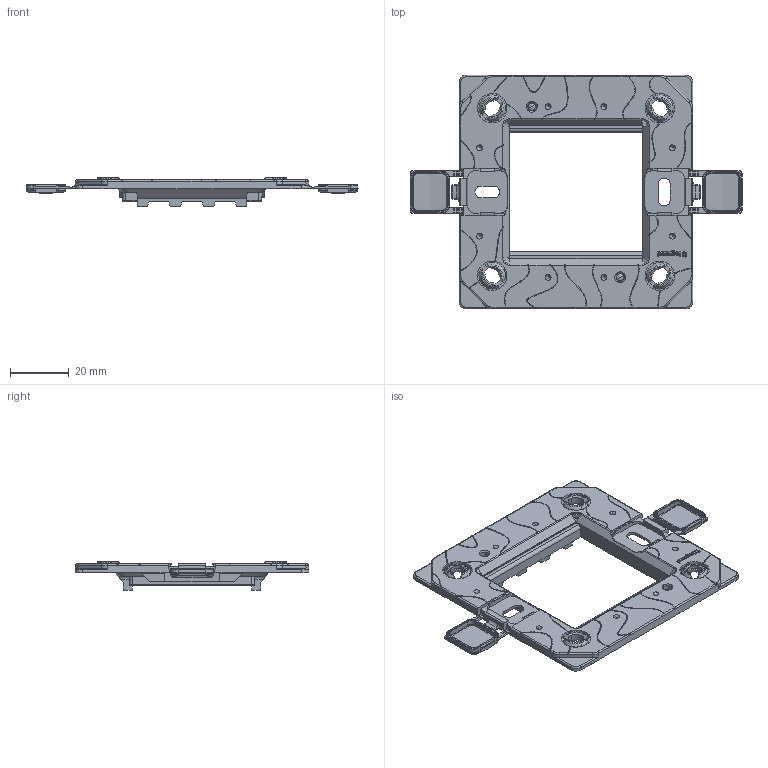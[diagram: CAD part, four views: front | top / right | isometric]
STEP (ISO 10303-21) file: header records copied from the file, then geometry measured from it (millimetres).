
FILE_DESCRIPTION(('CATIA V5 STEP Exchange','CAx-IF Rec.Pracs.--- Model Styling and Organization---1.5--- 2016-08-15','CAx-IF Rec.Pracs.---Supplemental Geometry---1.0---2011-11-01','CAx-IF Rec.Pracs.--- Composite Materials ---1.1---2010-07-15'),'2;1');
FILE_NAME('576003.stp','2025-02-10T07:36:54+00:00',('none'),('none'),'CATIA Version 5-6 Release 2020 SP3','CATIA V5 STEP AP214 v2','none');
FILE_SCHEMA(('AUTOMOTIVE_DESIGN { 1 0 10303 214 1 1 1 1 }'));
Products named in the file (1): 576003
Bounding box: 112.9 x 79.5 x 9.7 mm (x, y, z)
Volume: 13107.9 mm3; surface area: 14021.9 mm2
Topology: 1 solids, 1 shells, 1548 faces, 4323 edges, 2801 vertices
Faces by surface type: plane 879, cone 190, cylinder 165, bspline 164, extrusion 90, torus 52, sphere 8
Entity records: 61366 total; most frequent: CARTESIAN_POINT 26275, ORIENTED_EDGE 8622, DIRECTION 4960, EDGE_CURVE 4311, VERTEX_POINT 2801, VECTOR 2480, LINE 2390, EDGE_LOOP 1603
